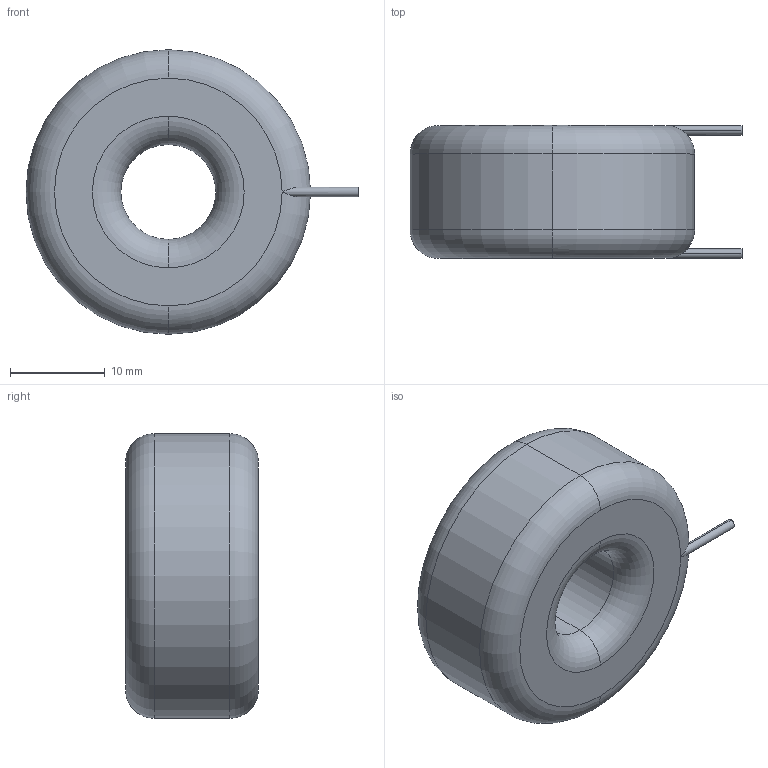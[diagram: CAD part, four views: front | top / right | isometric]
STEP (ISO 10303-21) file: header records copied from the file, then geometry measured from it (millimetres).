
FILE_DESCRIPTION (( 'STEP AP203' ), '1' );
FILE_NAME ('Choke.STEP', '2024-07-01T03:31:10', ( '' ), ( '' ), 'SwSTEP 2.0', 'SolidWorks 2018', '' );
FILE_SCHEMA (( 'CONFIG_CONTROL_DESIGN' ));
Length unit declared in the file: millimetre
Products named in the file (1): Choke
Bounding box: 35 x 14 x 30 mm (x, y, z)
Volume: 8321.1 mm3; surface area: 2731.6 mm2
Topology: 1 solids, 1 shells, 20 faces, 44 edges, 26 vertices
Faces by surface type: cylinder 8, torus 8, plane 4
Entity records: 685 total; most frequent: CARTESIAN_POINT 149, DIRECTION 110, ORIENTED_EDGE 88, AXIS2_PLACEMENT_3D 51, EDGE_CURVE 44, CIRCLE 30, VERTEX_POINT 26, EDGE_LOOP 22
